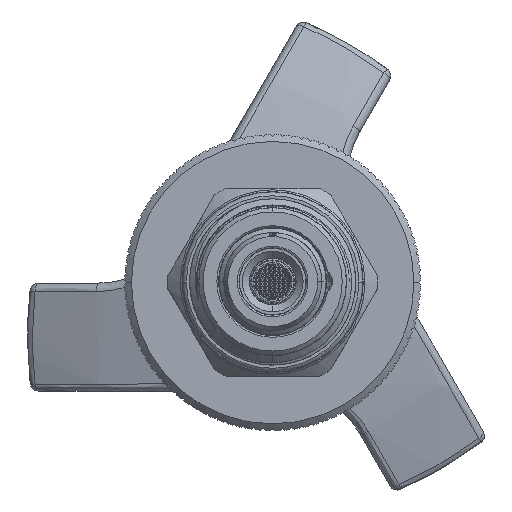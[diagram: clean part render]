
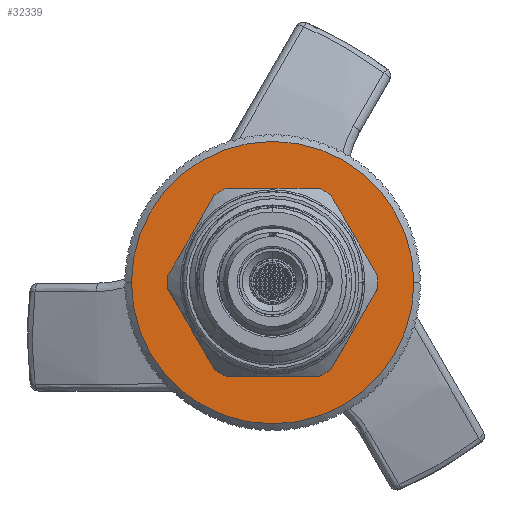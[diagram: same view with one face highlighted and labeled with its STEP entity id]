
A CAD part, top view. The second image highlights one B-rep face of the part: STEP entity #32339.
In plain terms, the highlighted planar face has unit normal (0, 0, 1).
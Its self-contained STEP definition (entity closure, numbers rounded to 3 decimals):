
#4714 = CIRCLE ( 'NONE', #23920, 10.9 ) ;
#4769 = CARTESIAN_POINT ( 'NONE',  ( 0., 10.9, -31.385 ) ) ;
#5198 = EDGE_LOOP ( 'NONE', ( #38694, #87851 ) ) ;
#7968 = AXIS2_PLACEMENT_3D ( 'NONE', #45983, #90063, #56053 ) ;
#8153 = CIRCLE ( 'NONE', #71640, 16.7 ) ;
#9458 = EDGE_CURVE ( 'NONE', #65884, #46532, #10329, .T. ) ;
#10329 = CIRCLE ( 'NONE', #7968, 10.9 ) ;
#11633 = PLANE ( 'NONE',  #124001 ) ;
#18272 = EDGE_CURVE ( 'NONE', #46532, #65884, #4714, .T. ) ;
#23920 = AXIS2_PLACEMENT_3D ( 'NONE', #82070, #137136, #72009 ) ;
#32339 = ADVANCED_FACE ( 'NONE', ( #137330, #133900 ), #11633, .T. ) ;
#32756 = DIRECTION ( 'NONE',  ( 0., 0., 1. ) ) ;
#38694 = ORIENTED_EDGE ( 'NONE', *, *, #9458, .F. ) ;
#45983 = CARTESIAN_POINT ( 'NONE',  ( 0., 0., -31.385 ) ) ;
#46532 = VERTEX_POINT ( 'NONE', #4769 ) ;
#51873 = DIRECTION ( 'NONE',  ( -1., 0., 0. ) ) ;
#52787 = CARTESIAN_POINT ( 'NONE',  ( 0., 0., -31.385 ) ) ;
#55090 = DIRECTION ( 'NONE',  ( -1., 0., 0. ) ) ;
#56053 = DIRECTION ( 'NONE',  ( -1., 0., 0. ) ) ;
#57671 = ORIENTED_EDGE ( 'NONE', *, *, #127564, .T. ) ;
#65884 = VERTEX_POINT ( 'NONE', #111330 ) ;
#66019 = VERTEX_POINT ( 'NONE', #70197 ) ;
#70197 = CARTESIAN_POINT ( 'NONE',  ( -16.7, 0., -31.385 ) ) ;
#71640 = AXIS2_PLACEMENT_3D ( 'NONE', #52787, #118357, #55090 ) ;
#72009 = DIRECTION ( 'NONE',  ( -1., 0., 0. ) ) ;
#77752 = CARTESIAN_POINT ( 'NONE',  ( 0., 0., -31.385 ) ) ;
#82070 = CARTESIAN_POINT ( 'NONE',  ( 0., 0., -31.385 ) ) ;
#84919 = DIRECTION ( 'NONE',  ( 0., 0., 1. ) ) ;
#87851 = ORIENTED_EDGE ( 'NONE', *, *, #18272, .F. ) ;
#88279 = ORIENTED_EDGE ( 'NONE', *, *, #120737, .T. ) ;
#90063 = DIRECTION ( 'NONE',  ( 0., 0., 1. ) ) ;
#101594 = AXIS2_PLACEMENT_3D ( 'NONE', #127055, #84919, #51873 ) ;
#102978 = EDGE_LOOP ( 'NONE', ( #57671, #88279 ) ) ;
#109331 = DIRECTION ( 'NONE',  ( -1., 0., 0. ) ) ;
#111330 = CARTESIAN_POINT ( 'NONE',  ( 0., -10.9, -31.385 ) ) ;
#118357 = DIRECTION ( 'NONE',  ( 0., 0., 1. ) ) ;
#120737 = EDGE_CURVE ( 'NONE', #66019, #133654, #132221, .T. ) ;
#122057 = CARTESIAN_POINT ( 'NONE',  ( 16.7, 0., -31.385 ) ) ;
#124001 = AXIS2_PLACEMENT_3D ( 'NONE', #77752, #32756, #109331 ) ;
#127055 = CARTESIAN_POINT ( 'NONE',  ( 0., 0., -31.385 ) ) ;
#127564 = EDGE_CURVE ( 'NONE', #133654, #66019, #8153, .T. ) ;
#132221 = CIRCLE ( 'NONE', #101594, 16.7 ) ;
#133654 = VERTEX_POINT ( 'NONE', #122057 ) ;
#133900 = FACE_BOUND ( 'NONE', #5198, .T. ) ;
#137136 = DIRECTION ( 'NONE',  ( 0., 0., 1. ) ) ;
#137330 = FACE_OUTER_BOUND ( 'NONE', #102978, .T. ) ;
